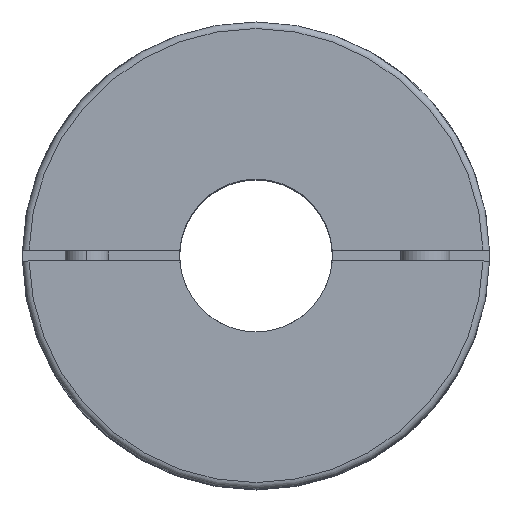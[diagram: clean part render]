
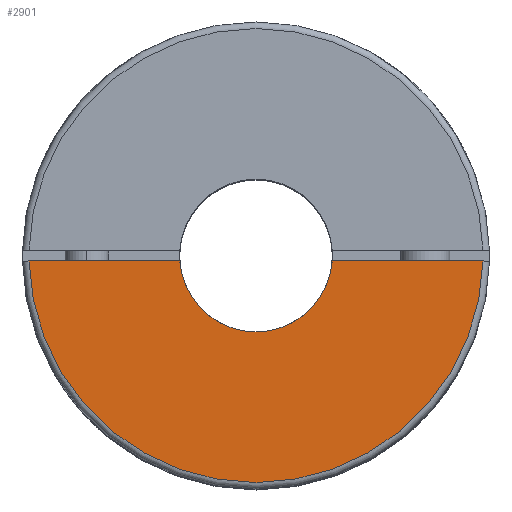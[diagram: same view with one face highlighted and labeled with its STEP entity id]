
A CAD part, top view. The second image highlights one B-rep face of the part: STEP entity #2901.
In plain terms, the highlighted planar face has unit normal (0, 0, 1).
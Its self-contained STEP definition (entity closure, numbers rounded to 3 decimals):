
#52 = FACE_OUTER_BOUND ( 'NONE', #3213, .T. ) ;
#405 = ORIENTED_EDGE ( 'NONE', *, *, #4765, .F. ) ;
#408 = CARTESIAN_POINT ( 'NONE',  ( -6.982, -0.5, 0. ) ) ;
#438 = AXIS2_PLACEMENT_3D ( 'NONE', #1926, #4885, #1117 ) ;
#440 = VECTOR ( 'NONE', #1271, 1000. ) ;
#729 = ORIENTED_EDGE ( 'NONE', *, *, #4140, .F. ) ;
#790 = CIRCLE ( 'NONE', #438, 20.8 ) ;
#825 = PLANE ( 'NONE',  #2862 ) ;
#964 = ORIENTED_EDGE ( 'NONE', *, *, #4202, .F. ) ;
#976 = CARTESIAN_POINT ( 'NONE',  ( 20.794, -0.5, 0. ) ) ;
#1117 = DIRECTION ( 'NONE',  ( -1., 0., 0. ) ) ;
#1268 = AXIS2_PLACEMENT_3D ( 'NONE', #2522, #2579, #2156 ) ;
#1271 = DIRECTION ( 'NONE',  ( 1., 0., 0. ) ) ;
#1361 = VERTEX_POINT ( 'NONE', #408 ) ;
#1594 = VERTEX_POINT ( 'NONE', #5344 ) ;
#1615 = EDGE_CURVE ( 'NONE', #1594, #1361, #3997, .T. ) ;
#1617 = DIRECTION ( 'NONE',  ( 1., 0., 0. ) ) ;
#1682 = VECTOR ( 'NONE', #1617, 1000. ) ;
#1926 = CARTESIAN_POINT ( 'NONE',  ( 0., 0., 0. ) ) ;
#2034 = VERTEX_POINT ( 'NONE', #976 ) ;
#2156 = DIRECTION ( 'NONE',  ( -1., 0., 0. ) ) ;
#2207 = LINE ( 'NONE', #3048, #440 ) ;
#2522 = CARTESIAN_POINT ( 'NONE',  ( 0., 0., 0. ) ) ;
#2579 = DIRECTION ( 'NONE',  ( 0., 0., -1. ) ) ;
#2792 = CARTESIAN_POINT ( 'NONE',  ( -21.4, -0.5, 0. ) ) ;
#2862 = AXIS2_PLACEMENT_3D ( 'NONE', #5070, #4203, #2918 ) ;
#2901 = ADVANCED_FACE ( 'NONE', ( #52 ), #825, .T. ) ;
#2904 = LINE ( 'NONE', #2792, #1682 ) ;
#2918 = DIRECTION ( 'NONE',  ( 1., 0., 0. ) ) ;
#3048 = CARTESIAN_POINT ( 'NONE',  ( -21.4, -0.5, 0. ) ) ;
#3213 = EDGE_LOOP ( 'NONE', ( #405, #964, #729, #3945 ) ) ;
#3615 = CARTESIAN_POINT ( 'NONE',  ( -20.794, -0.5, 0. ) ) ;
#3945 = ORIENTED_EDGE ( 'NONE', *, *, #1615, .T. ) ;
#3997 = CIRCLE ( 'NONE', #1268, 7. ) ;
#4140 = EDGE_CURVE ( 'NONE', #1594, #2034, #2904, .T. ) ;
#4202 = EDGE_CURVE ( 'NONE', #2034, #4207, #790, .T. ) ;
#4203 = DIRECTION ( 'NONE',  ( 0., 0., 1. ) ) ;
#4207 = VERTEX_POINT ( 'NONE', #3615 ) ;
#4765 = EDGE_CURVE ( 'NONE', #4207, #1361, #2207, .T. ) ;
#4885 = DIRECTION ( 'NONE',  ( 0., 0., -1. ) ) ;
#5070 = CARTESIAN_POINT ( 'NONE',  ( 0., 20.8, 0. ) ) ;
#5344 = CARTESIAN_POINT ( 'NONE',  ( 6.982, -0.5, 0. ) ) ;
